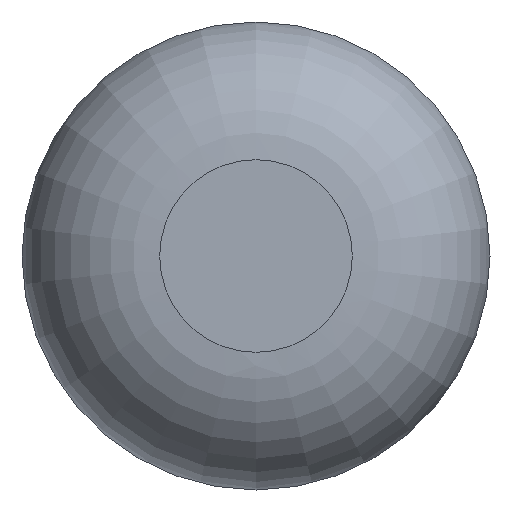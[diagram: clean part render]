
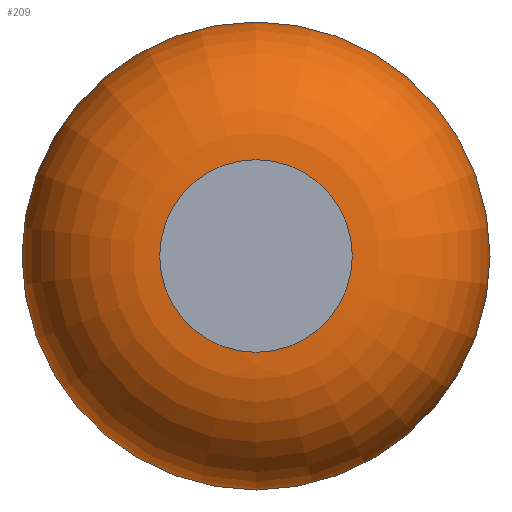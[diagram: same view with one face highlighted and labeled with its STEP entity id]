
A CAD part, front view. The second image highlights one B-rep face of the part: STEP entity #209.
In plain terms, the highlighted toroidal (fillet/blend) face has major radius 0.21 mm and minor radius 0.3 mm.
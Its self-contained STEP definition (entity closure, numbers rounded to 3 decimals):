
#20 = VERTEX_POINT ( 'NONE', #122 ) ;
#54 = DIRECTION ( 'NONE',  ( 0., -1., 0. ) ) ;
#59 = DIRECTION ( 'NONE',  ( 0., -1., 0. ) ) ;
#60 = FACE_OUTER_BOUND ( 'NONE', #227, .T. ) ;
#64 = CIRCLE ( 'NONE', #213, 0.51 ) ;
#84 = CIRCLE ( 'NONE', #208, 0.21 ) ;
#101 = CARTESIAN_POINT ( 'NONE',  ( 0., 0.3, 0. ) ) ;
#117 = TOROIDAL_SURFACE ( 'NONE', #149, 0.21, 0.3 ) ;
#122 = CARTESIAN_POINT ( 'NONE',  ( 0., 0.3, -0.51 ) ) ;
#134 = DIRECTION ( 'NONE',  ( 0., 0., -1. ) ) ;
#137 = CARTESIAN_POINT ( 'NONE',  ( 0., 0., 0. ) ) ;
#139 = DIRECTION ( 'NONE',  ( 0., -1., 0. ) ) ;
#146 = EDGE_LOOP ( 'NONE', ( #203 ) ) ;
#149 = AXIS2_PLACEMENT_3D ( 'NONE', #101, #59, #179 ) ;
#157 = DIRECTION ( 'NONE',  ( 0., 0., -1. ) ) ;
#158 = FACE_OUTER_BOUND ( 'NONE', #146, .T. ) ;
#179 = DIRECTION ( 'NONE',  ( 0., 0., -1. ) ) ;
#180 = EDGE_CURVE ( 'NONE', #20, #20, #64, .T. ) ;
#203 = ORIENTED_EDGE ( 'NONE', *, *, #180, .T. ) ;
#208 = AXIS2_PLACEMENT_3D ( 'NONE', #137, #139, #157 ) ;
#209 = ADVANCED_FACE ( 'NONE', ( #158, #60 ), #117, .T. ) ;
#213 = AXIS2_PLACEMENT_3D ( 'NONE', #236, #54, #134 ) ;
#220 = VERTEX_POINT ( 'NONE', #258 ) ;
#227 = EDGE_LOOP ( 'NONE', ( #248 ) ) ;
#236 = CARTESIAN_POINT ( 'NONE',  ( 0., 0.3, 0. ) ) ;
#237 = EDGE_CURVE ( 'NONE', #220, #220, #84, .T. ) ;
#248 = ORIENTED_EDGE ( 'NONE', *, *, #237, .F. ) ;
#258 = CARTESIAN_POINT ( 'NONE',  ( 0., 0., -0.21 ) ) ;
